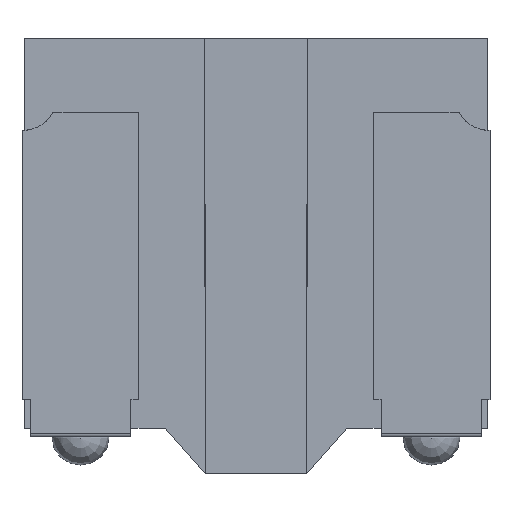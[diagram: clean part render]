
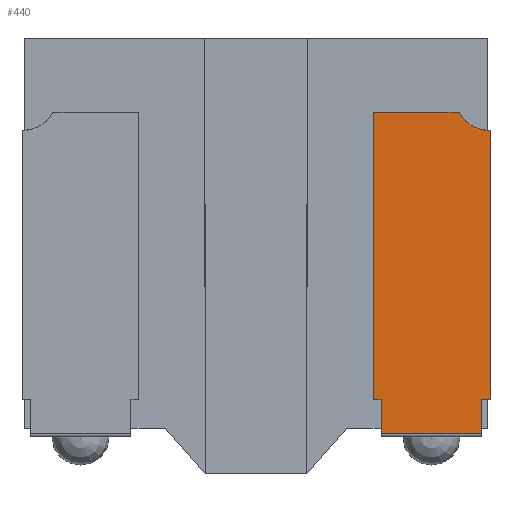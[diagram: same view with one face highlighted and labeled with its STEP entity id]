
A CAD part, top view. The second image highlights one B-rep face of the part: STEP entity #440.
In plain terms, the highlighted free-form (B-spline) face has degree [1, 1] with [2, 2] control points.
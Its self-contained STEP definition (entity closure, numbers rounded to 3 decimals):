
#25=CARTESIAN_POINT('',(2.205,-1.356,0.945));
#26=VERTEX_POINT('',#25);
#34=CARTESIAN_POINT('',(2.129,-1.356,0.945));
#35=VERTEX_POINT('',#34);
#36=CARTESIAN_POINT('',(2.205,-1.356,0.945));
#37=CARTESIAN_POINT('',(2.129,-1.356,0.945));
#38=B_SPLINE_CURVE_WITH_KNOTS('',1,(#36,#37),.UNSPECIFIED.,.F.,.U.,(2,2),(0.,1.),.UNSPECIFIED.);
#39=EDGE_CURVE('',#26,#35,#38,.T.);
#77=CARTESIAN_POINT('',(1.104,1.351,0.945));
#78=VERTEX_POINT('',#77);
#84=CARTESIAN_POINT('',(1.105,-1.356,0.945));
#85=VERTEX_POINT('',#84);
#86=CARTESIAN_POINT('',(1.104,1.351,0.945));
#87=CARTESIAN_POINT('',(1.104,-1.356,0.945));
#88=B_SPLINE_CURVE_WITH_KNOTS('',1,(#86,#87),.UNSPECIFIED.,.F.,.U.,(2,2),(0.,0.608),.UNSPECIFIED.);
#89=EDGE_CURVE('',#78,#85,#88,.T.);
#119=CARTESIAN_POINT('',(1.18,-1.356,0.945));
#120=VERTEX_POINT('',#119);
#126=CARTESIAN_POINT('',(1.18,-1.356,0.945));
#127=CARTESIAN_POINT('',(1.105,-1.356,0.945));
#128=B_SPLINE_CURVE_WITH_KNOTS('',1,(#126,#127),.UNSPECIFIED.,.F.,.U.,(2,2),(0.267,0.299),.UNSPECIFIED.);
#129=EDGE_CURVE('',#120,#85,#128,.T.);
#141=CARTESIAN_POINT('',(2.129,-1.678,0.945));
#142=VERTEX_POINT('',#141);
#177=CARTESIAN_POINT('',(2.129,-1.356,0.945));
#178=CARTESIAN_POINT('',(2.129,-1.678,0.945));
#179=B_SPLINE_CURVE_WITH_KNOTS('',1,(#177,#178),.UNSPECIFIED.,.F.,.U.,(2,2),(0.,0.938),.UNSPECIFIED.);
#180=EDGE_CURVE('',#35,#142,#179,.T.);
#252=CARTESIAN_POINT('',(1.18,-1.678,0.945));
#253=VERTEX_POINT('',#252);
#261=CARTESIAN_POINT('',(1.18,-1.356,0.945));
#262=CARTESIAN_POINT('',(1.18,-1.678,0.945));
#263=B_SPLINE_CURVE_WITH_KNOTS('',1,(#261,#262),.UNSPECIFIED.,.F.,.U.,(2,2),(0.,0.938),.UNSPECIFIED.);
#264=EDGE_CURVE('',#120,#253,#263,.T.);
#310=CARTESIAN_POINT('',(1.18,-1.678,0.945));
#311=CARTESIAN_POINT('',(2.129,-1.678,0.945));
#312=B_SPLINE_CURVE_WITH_KNOTS('',1,(#310,#311),.UNSPECIFIED.,.F.,.U.,(2,2),(0.094,0.906),.UNSPECIFIED.);
#313=EDGE_CURVE('',#253,#142,#312,.T.);
#324=CARTESIAN_POINT('',(2.205,1.183,0.945));
#325=VERTEX_POINT('',#324);
#326=CARTESIAN_POINT('',(2.205,1.183,0.945));
#327=CARTESIAN_POINT('',(2.205,-1.356,0.945));
#328=B_SPLINE_CURVE_WITH_KNOTS('',1,(#326,#327),.UNSPECIFIED.,.F.,.U.,(2,2),(0.038,0.608),.UNSPECIFIED.);
#329=EDGE_CURVE('',#325,#26,#328,.T.);
#397=CARTESIAN_POINT('',(1.914,1.351,0.945));
#398=VERTEX_POINT('',#397);
#399=CARTESIAN_POINT('',(1.104,1.351,0.945));
#400=CARTESIAN_POINT('',(1.914,1.351,0.945));
#401=B_SPLINE_CURVE_WITH_KNOTS('',1,(#399,#400),.UNSPECIFIED.,.F.,.U.,(2,2),(0.,0.736),.UNSPECIFIED.);
#402=EDGE_CURVE('',#78,#398,#401,.T.);
#419=CARTESIAN_POINT('',(2.238,1.442,0.945));
#420=CARTESIAN_POINT('',(2.238,-1.791,0.945));
#421=CARTESIAN_POINT('',(1.071,1.442,0.945));
#422=CARTESIAN_POINT('',(1.071,-1.791,0.945));
#423=B_SPLINE_SURFACE_WITH_KNOTS('',1,1,((#419,#420),(#421,#422)),.PLANE_SURF.,.F.,.F.,.U.,(2,2),(2,2),(0.,1.),(0.,1.),.UNSPECIFIED.);
#424=ORIENTED_EDGE('',*,*,#313,.T.);
#425=ORIENTED_EDGE('',*,*,#180,.F.);
#426=ORIENTED_EDGE('',*,*,#39,.F.);
#427=ORIENTED_EDGE('',*,*,#329,.F.);
#428=CARTESIAN_POINT('',(1.914,1.351,0.945));
#429=CARTESIAN_POINT('',(2.006,1.178,0.945));
#430=CARTESIAN_POINT('',(2.205,1.183,0.945));
#431=(BOUNDED_CURVE()B_SPLINE_CURVE(2,(#428,#429,#430),.UNSPECIFIED.,.F.,.U.)B_SPLINE_CURVE_WITH_KNOTS((3,3),(0.001,0.35),.UNSPECIFIED.)CURVE()GEOMETRIC_REPRESENTATION_ITEM()RATIONAL_B_SPLINE_CURVE((0.999,0.795,0.877))REPRESENTATION_ITEM(''));
#432=EDGE_CURVE('',#398,#325,#431,.T.);
#433=ORIENTED_EDGE('',*,*,#432,.F.);
#434=ORIENTED_EDGE('',*,*,#402,.F.);
#435=ORIENTED_EDGE('',*,*,#89,.T.);
#436=ORIENTED_EDGE('',*,*,#129,.F.);
#437=ORIENTED_EDGE('',*,*,#264,.T.);
#438=EDGE_LOOP('',(#424,#425,#426,#427,#433,#434,#435,#436,#437));
#439=FACE_OUTER_BOUND('',#438,.T.);
#440=ADVANCED_FACE('',(#439),#423,.T.);
